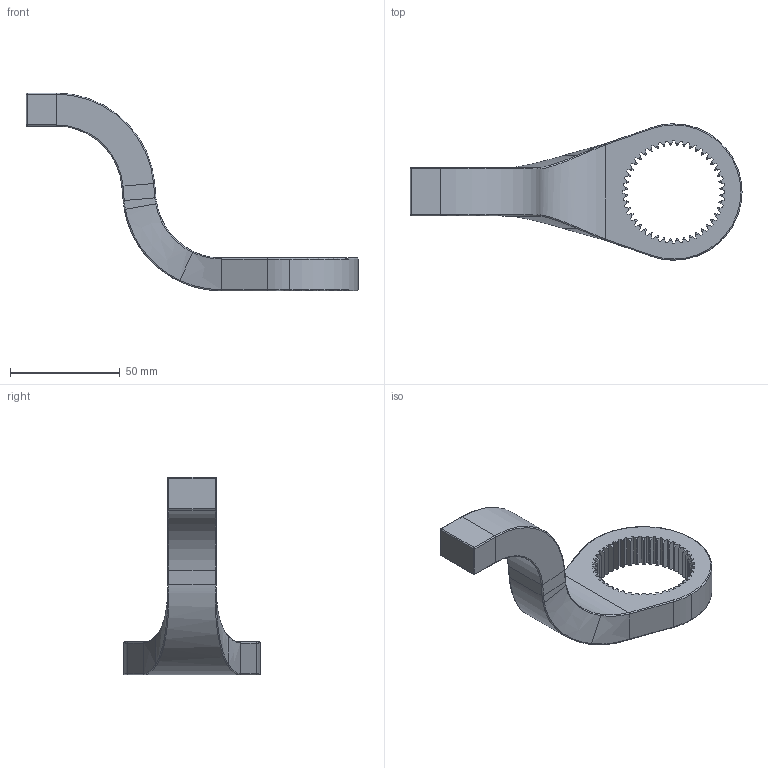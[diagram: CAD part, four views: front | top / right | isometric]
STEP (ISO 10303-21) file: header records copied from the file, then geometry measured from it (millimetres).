
FILE_DESCRIPTION((''),'2;1');
FILE_NAME('6158120690','2015-02-18T',('gredl'),(''),'PRO/ENGINEER BY PARAMETRIC TECHNOLOGY CORPORATION, 2014200','PRO/ENGINEER BY PARAMETRIC TECHNOLOGY CORPORATION, 2014200','');
FILE_SCHEMA(('AUTOMOTIVE_DESIGN { 1 0 10303 214 1 1 1 1 }'));
Length unit declared in the file: millimetre
Products named in the file (1): 6158120690
Bounding box: 151 x 62 x 90 mm (x, y, z)
Volume: 73888 mm3; surface area: 20370 mm2
Topology: 1 solids, 1 shells, 331 faces, 931 edges, 602 vertices
Faces by surface type: plane 149, cone 88, cylinder 68, bspline 12, torus 10, sphere 4
Entity records: 12161 total; most frequent: CARTESIAN_POINT 3163, ORIENTED_EDGE 1862, DIRECTION 1603, EDGE_CURVE 931, VERTEX_POINT 602, AXIS2_PLACEMENT_3D 553, VECTOR 497, LINE 497
